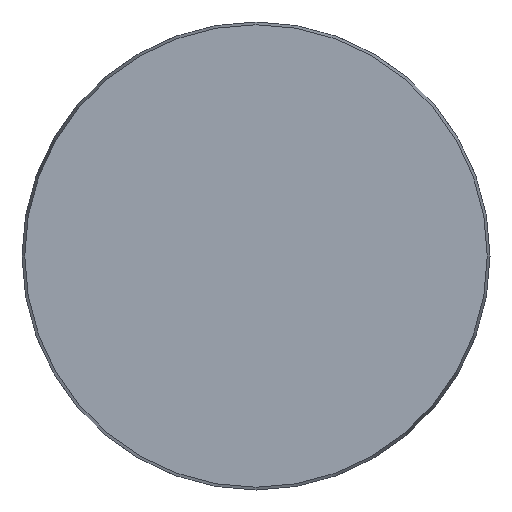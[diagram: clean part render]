
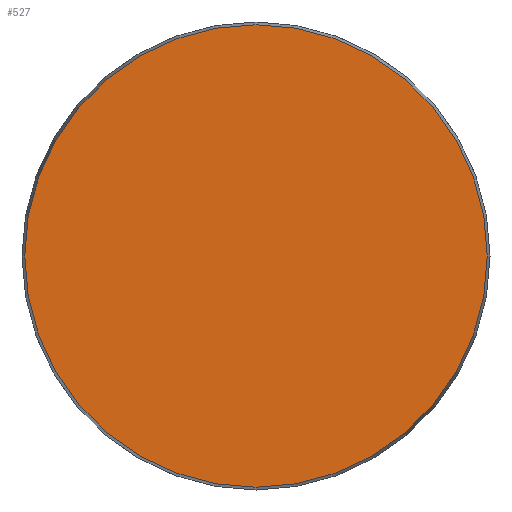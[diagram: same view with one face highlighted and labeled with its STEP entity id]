
A CAD part, front view. The second image highlights one B-rep face of the part: STEP entity #527.
In plain terms, the highlighted planar face has unit normal (0, -1, 0).
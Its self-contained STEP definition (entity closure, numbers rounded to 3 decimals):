
#9 = ORIENTED_EDGE ( 'NONE', *, *, #741, .T. ) ;
#24 = PLANE ( 'NONE',  #634 ) ;
#30 = AXIS2_PLACEMENT_3D ( 'NONE', #464, #48, #281 ) ;
#48 = DIRECTION ( 'NONE',  ( 0., -1., 0. ) ) ;
#99 = DIRECTION ( 'NONE',  ( 0., 1., 0. ) ) ;
#115 = CIRCLE ( 'NONE', #30, 48.425 ) ;
#264 = DIRECTION ( 'NONE',  ( 0., 0., 1. ) ) ;
#267 = CARTESIAN_POINT ( 'NONE',  ( -48.425, 0., 0. ) ) ;
#281 = DIRECTION ( 'NONE',  ( 0., 0., -1. ) ) ;
#301 = CARTESIAN_POINT ( 'NONE',  ( 0., 0., -48.425 ) ) ;
#309 = VERTEX_POINT ( 'NONE', #301 ) ;
#464 = CARTESIAN_POINT ( 'NONE',  ( 0., 0., 0. ) ) ;
#527 = ADVANCED_FACE ( 'NONE', ( #612 ), #24, .F. ) ;
#612 = FACE_OUTER_BOUND ( 'NONE', #754, .T. ) ;
#634 = AXIS2_PLACEMENT_3D ( 'NONE', #267, #99, #264 ) ;
#741 = EDGE_CURVE ( 'NONE', #309, #309, #115, .T. ) ;
#754 = EDGE_LOOP ( 'NONE', ( #9 ) ) ;
